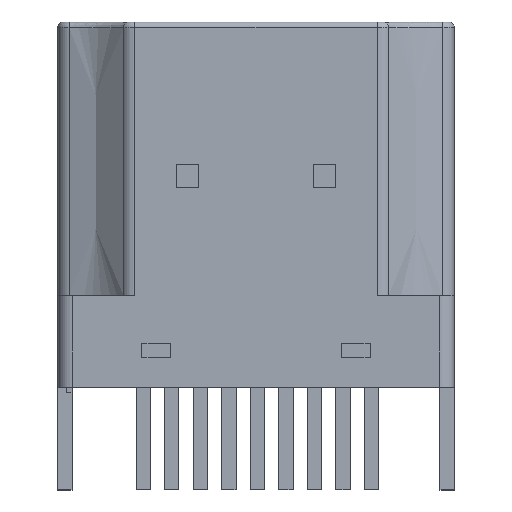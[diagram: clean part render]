
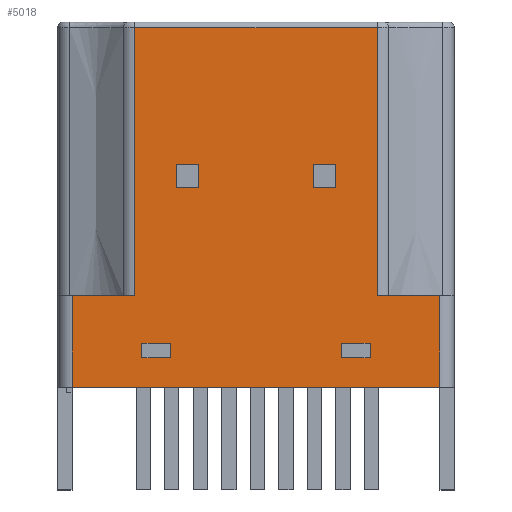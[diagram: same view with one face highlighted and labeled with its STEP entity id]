
A CAD part, top view. The second image highlights one B-rep face of the part: STEP entity #5018.
In plain terms, the highlighted planar face has unit normal (0, 0, 1).
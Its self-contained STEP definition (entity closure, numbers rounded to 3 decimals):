
#348=DIRECTION('',(-1.,0.,0.));
#349=VECTOR('',#348,8.512);
#350=CARTESIAN_POINT('',(4.256,12.8,2.2));
#351=LINE('',#350,#349);
#508=DIRECTION('',(0.,-1.,0.));
#509=VECTOR('',#508,9.4);
#510=CARTESIAN_POINT('',(-4.256,12.8,2.2));
#511=LINE('',#510,#509);
#512=DIRECTION('',(1.,0.,0.));
#513=VECTOR('',#512,2.194);
#514=CARTESIAN_POINT('',(4.256,3.4,2.2));
#515=LINE('',#514,#513);
#516=DIRECTION('',(-1.,0.,0.));
#517=VECTOR('',#516,12.9);
#518=CARTESIAN_POINT('',(6.45,0.2,2.2));
#519=LINE('',#518,#517);
#520=DIRECTION('',(1.,0.,0.));
#521=VECTOR('',#520,2.194);
#522=CARTESIAN_POINT('',(-6.45,3.4,2.2));
#523=LINE('',#522,#521);
#524=DIRECTION('',(0.,1.,0.));
#525=VECTOR('',#524,9.4);
#526=CARTESIAN_POINT('',(4.256,3.4,2.2));
#527=LINE('',#526,#525);
#1194=DIRECTION('',(0.,1.,0.));
#1195=VECTOR('',#1194,3.2);
#1196=CARTESIAN_POINT('',(6.45,0.2,2.2));
#1197=LINE('',#1196,#1195);
#1288=DIRECTION('',(0.,-1.,0.));
#1289=VECTOR('',#1288,3.2);
#1290=CARTESIAN_POINT('',(-6.45,3.4,2.2));
#1291=LINE('',#1290,#1289);
#1313=DIRECTION('',(0.,1.,0.));
#1314=VECTOR('',#1313,0.8);
#1315=CARTESIAN_POINT('',(-2.8,7.2,2.2));
#1316=LINE('',#1315,#1314);
#1321=DIRECTION('',(1.,0.,0.));
#1322=VECTOR('',#1321,0.8);
#1323=CARTESIAN_POINT('',(-2.8,8.,2.2));
#1324=LINE('',#1323,#1322);
#1329=DIRECTION('',(0.,-1.,0.));
#1330=VECTOR('',#1329,0.8);
#1331=CARTESIAN_POINT('',(-2.,8.,2.2));
#1332=LINE('',#1331,#1330);
#1337=DIRECTION('',(-1.,0.,0.));
#1338=VECTOR('',#1337,0.8);
#1339=CARTESIAN_POINT('',(-2.,7.2,2.2));
#1340=LINE('',#1339,#1338);
#1361=DIRECTION('',(1.,0.,0.));
#1362=VECTOR('',#1361,0.8);
#1363=CARTESIAN_POINT('',(2.,8.,2.2));
#1364=LINE('',#1363,#1362);
#1369=DIRECTION('',(0.,-1.,0.));
#1370=VECTOR('',#1369,0.8);
#1371=CARTESIAN_POINT('',(2.8,8.,2.2));
#1372=LINE('',#1371,#1370);
#1377=DIRECTION('',(-1.,0.,0.));
#1378=VECTOR('',#1377,0.8);
#1379=CARTESIAN_POINT('',(2.8,7.2,2.2));
#1380=LINE('',#1379,#1378);
#1385=DIRECTION('',(0.,1.,0.));
#1386=VECTOR('',#1385,0.8);
#1387=CARTESIAN_POINT('',(2.,7.2,2.2));
#1388=LINE('',#1387,#1386);
#1409=DIRECTION('',(0.,1.,0.));
#1410=VECTOR('',#1409,0.5);
#1411=CARTESIAN_POINT('',(-4.,1.23,2.2));
#1412=LINE('',#1411,#1410);
#1417=DIRECTION('',(1.,0.,0.));
#1418=VECTOR('',#1417,1.);
#1419=CARTESIAN_POINT('',(-4.,1.73,2.2));
#1420=LINE('',#1419,#1418);
#1425=DIRECTION('',(0.,-1.,0.));
#1426=VECTOR('',#1425,0.5);
#1427=CARTESIAN_POINT('',(-3.,1.73,2.2));
#1428=LINE('',#1427,#1426);
#1433=DIRECTION('',(-1.,0.,0.));
#1434=VECTOR('',#1433,1.);
#1435=CARTESIAN_POINT('',(-3.,1.23,2.2));
#1436=LINE('',#1435,#1434);
#1457=DIRECTION('',(1.,0.,0.));
#1458=VECTOR('',#1457,1.);
#1459=CARTESIAN_POINT('',(3.,1.73,2.2));
#1460=LINE('',#1459,#1458);
#1465=DIRECTION('',(0.,-1.,0.));
#1466=VECTOR('',#1465,0.5);
#1467=CARTESIAN_POINT('',(4.,1.73,2.2));
#1468=LINE('',#1467,#1466);
#1473=DIRECTION('',(-1.,0.,0.));
#1474=VECTOR('',#1473,1.);
#1475=CARTESIAN_POINT('',(4.,1.23,2.2));
#1476=LINE('',#1475,#1474);
#1481=DIRECTION('',(0.,1.,0.));
#1482=VECTOR('',#1481,0.5);
#1483=CARTESIAN_POINT('',(3.,1.23,2.2));
#1484=LINE('',#1483,#1482);
#3324=CARTESIAN_POINT('',(-4.256,12.8,2.2));
#3325=VERTEX_POINT('',#3324);
#3326=CARTESIAN_POINT('',(4.256,12.8,2.2));
#3327=VERTEX_POINT('',#3326);
#3346=CARTESIAN_POINT('',(6.45,3.4,2.2));
#3347=VERTEX_POINT('',#3346);
#3348=CARTESIAN_POINT('',(4.256,3.4,2.2));
#3349=VERTEX_POINT('',#3348);
#3350=CARTESIAN_POINT('',(-6.45,3.4,2.2));
#3351=CARTESIAN_POINT('',(-4.256,3.4,2.2));
#3352=VERTEX_POINT('',#3350);
#3353=VERTEX_POINT('',#3351);
#3354=CARTESIAN_POINT('',(-2.8,7.2,2.2));
#3355=CARTESIAN_POINT('',(-2.8,8.,2.2));
#3356=VERTEX_POINT('',#3354);
#3357=VERTEX_POINT('',#3355);
#3358=CARTESIAN_POINT('',(-2.,7.2,2.2));
#3359=VERTEX_POINT('',#3358);
#3360=CARTESIAN_POINT('',(-2.,8.,2.2));
#3361=VERTEX_POINT('',#3360);
#3362=CARTESIAN_POINT('',(2.,8.,2.2));
#3363=CARTESIAN_POINT('',(2.8,8.,2.2));
#3364=VERTEX_POINT('',#3362);
#3365=VERTEX_POINT('',#3363);
#3366=CARTESIAN_POINT('',(2.,7.2,2.2));
#3367=VERTEX_POINT('',#3366);
#3368=CARTESIAN_POINT('',(2.8,7.2,2.2));
#3369=VERTEX_POINT('',#3368);
#3370=CARTESIAN_POINT('',(-4.,1.23,2.2));
#3371=CARTESIAN_POINT('',(-4.,1.73,2.2));
#3372=VERTEX_POINT('',#3370);
#3373=VERTEX_POINT('',#3371);
#3374=CARTESIAN_POINT('',(-3.,1.23,2.2));
#3375=VERTEX_POINT('',#3374);
#3376=CARTESIAN_POINT('',(-3.,1.73,2.2));
#3377=VERTEX_POINT('',#3376);
#3378=CARTESIAN_POINT('',(3.,1.73,2.2));
#3379=CARTESIAN_POINT('',(4.,1.73,2.2));
#3380=VERTEX_POINT('',#3378);
#3381=VERTEX_POINT('',#3379);
#3382=CARTESIAN_POINT('',(3.,1.23,2.2));
#3383=VERTEX_POINT('',#3382);
#3384=CARTESIAN_POINT('',(4.,1.23,2.2));
#3385=VERTEX_POINT('',#3384);
#3603=CARTESIAN_POINT('',(-6.45,0.2,2.2));
#3604=VERTEX_POINT('',#3603);
#3605=CARTESIAN_POINT('',(6.45,0.2,2.2));
#3606=VERTEX_POINT('',#3605);
#4958=CARTESIAN_POINT('',(-6.95,0.,2.2));
#4959=DIRECTION('',(0.,0.,1.));
#4960=DIRECTION('',(1.,0.,0.));
#4961=AXIS2_PLACEMENT_3D('',#4958,#4959,#4960);
#4962=PLANE('',#4961);
#4963=ORIENTED_EDGE('',*,*,#4509,.F.);
#4965=ORIENTED_EDGE('',*,*,#4964,.F.);
#4967=ORIENTED_EDGE('',*,*,#4966,.T.);
#4969=ORIENTED_EDGE('',*,*,#4968,.F.);
#4970=ORIENTED_EDGE('',*,*,#3853,.T.);
#4972=ORIENTED_EDGE('',*,*,#4971,.F.);
#4974=ORIENTED_EDGE('',*,*,#4973,.T.);
#4975=ORIENTED_EDGE('',*,*,#4943,.F.);
#4976=EDGE_LOOP('',(#4963,#4965,#4967,#4969,#4970,#4972,#4974,#4975));
#4977=FACE_OUTER_BOUND('',#4976,.F.);
#4979=ORIENTED_EDGE('',*,*,#4978,.F.);
#4981=ORIENTED_EDGE('',*,*,#4980,.F.);
#4983=ORIENTED_EDGE('',*,*,#4982,.F.);
#4985=ORIENTED_EDGE('',*,*,#4984,.F.);
#4986=EDGE_LOOP('',(#4979,#4981,#4983,#4985));
#4987=FACE_BOUND('',#4986,.F.);
#4989=ORIENTED_EDGE('',*,*,#4988,.F.);
#4991=ORIENTED_EDGE('',*,*,#4990,.F.);
#4993=ORIENTED_EDGE('',*,*,#4992,.F.);
#4995=ORIENTED_EDGE('',*,*,#4994,.F.);
#4996=EDGE_LOOP('',(#4989,#4991,#4993,#4995));
#4997=FACE_BOUND('',#4996,.F.);
#4999=ORIENTED_EDGE('',*,*,#4998,.F.);
#5001=ORIENTED_EDGE('',*,*,#5000,.F.);
#5003=ORIENTED_EDGE('',*,*,#5002,.F.);
#5005=ORIENTED_EDGE('',*,*,#5004,.F.);
#5006=EDGE_LOOP('',(#4999,#5001,#5003,#5005));
#5007=FACE_BOUND('',#5006,.F.);
#5009=ORIENTED_EDGE('',*,*,#5008,.F.);
#5011=ORIENTED_EDGE('',*,*,#5010,.F.);
#5013=ORIENTED_EDGE('',*,*,#5012,.F.);
#5015=ORIENTED_EDGE('',*,*,#5014,.F.);
#5016=EDGE_LOOP('',(#5009,#5011,#5013,#5015));
#5017=FACE_BOUND('',#5016,.F.);
#5018=ADVANCED_FACE('',(#4977,#4987,#4997,#5007,#5017),#4962,.T.);
#3853=EDGE_CURVE('',#3606,#3604,#519,.T.);
#4509=EDGE_CURVE('',#3327,#3325,#351,.T.);
#4943=EDGE_CURVE('',#3325,#3353,#511,.T.);
#4964=EDGE_CURVE('',#3349,#3327,#527,.T.);
#4966=EDGE_CURVE('',#3349,#3347,#515,.T.);
#4968=EDGE_CURVE('',#3606,#3347,#1197,.T.);
#4971=EDGE_CURVE('',#3352,#3604,#1291,.T.);
#4973=EDGE_CURVE('',#3352,#3353,#523,.T.);
#4978=EDGE_CURVE('',#3356,#3357,#1316,.T.);
#4980=EDGE_CURVE('',#3359,#3356,#1340,.T.);
#4982=EDGE_CURVE('',#3361,#3359,#1332,.T.);
#4984=EDGE_CURVE('',#3357,#3361,#1324,.T.);
#4988=EDGE_CURVE('',#3364,#3365,#1364,.T.);
#4990=EDGE_CURVE('',#3367,#3364,#1388,.T.);
#4992=EDGE_CURVE('',#3369,#3367,#1380,.T.);
#4994=EDGE_CURVE('',#3365,#3369,#1372,.T.);
#4998=EDGE_CURVE('',#3372,#3373,#1412,.T.);
#5000=EDGE_CURVE('',#3375,#3372,#1436,.T.);
#5002=EDGE_CURVE('',#3377,#3375,#1428,.T.);
#5004=EDGE_CURVE('',#3373,#3377,#1420,.T.);
#5008=EDGE_CURVE('',#3380,#3381,#1460,.T.);
#5010=EDGE_CURVE('',#3383,#3380,#1484,.T.);
#5012=EDGE_CURVE('',#3385,#3383,#1476,.T.);
#5014=EDGE_CURVE('',#3381,#3385,#1468,.T.);
